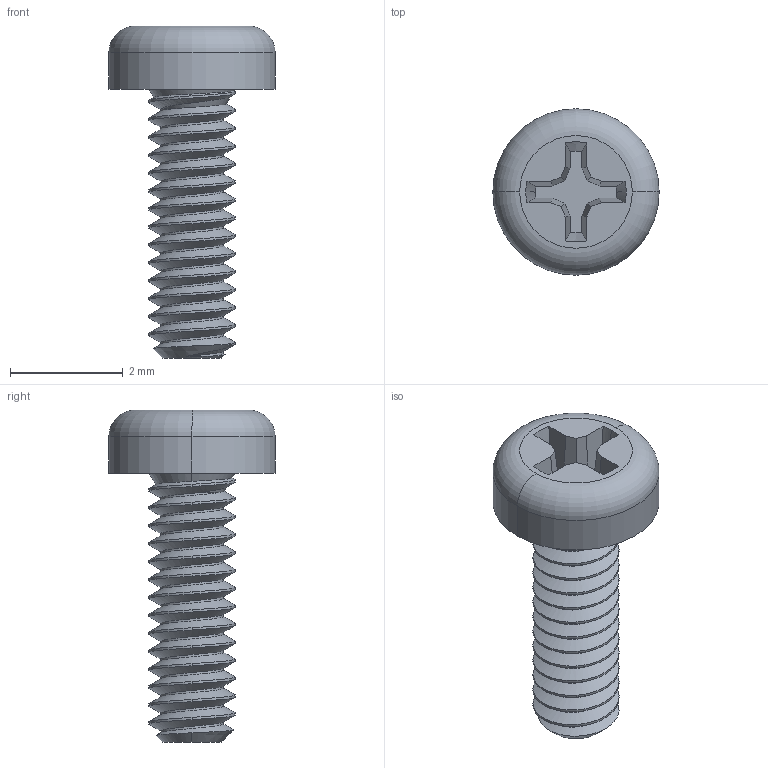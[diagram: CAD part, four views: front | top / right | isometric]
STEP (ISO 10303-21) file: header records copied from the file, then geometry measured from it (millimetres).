
FILE_DESCRIPTION (( 'STEP AP203' ), '1' );
FILE_NAME ('94735A044_Nylon Pan Head Screws.STEP', '2022-09-16T16:41:36', ( 'Administrator' ), ( 'Managed by Terraform' ), 'SwSTEP 2.0', 'SolidWorks 2017', '' );
FILE_SCHEMA (( 'CONFIG_CONTROL_DESIGN' ));
Length unit declared in the file: inch
Products named in the file (1): 94735A044_Nylon Pan Head Screws
Bounding box: 2.95 x 2.95 x 5.88 mm (x, y, z)
Volume: 12.8 mm3; surface area: 60 mm2
Topology: 1 solids, 1 shells, 69 faces, 190 edges, 125 vertices
Faces by surface type: cylinder 32, plane 20, cone 12, bspline 3, torus 2
Entity records: 4082 total; most frequent: CARTESIAN_POINT 2452, ORIENTED_EDGE 380, DIRECTION 270, EDGE_CURVE 190, VERTEX_POINT 125, AXIS2_PLACEMENT_3D 94, VECTOR 82, LINE 82
